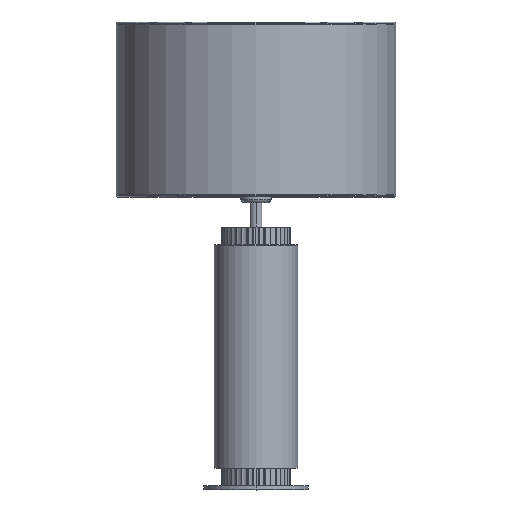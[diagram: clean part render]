
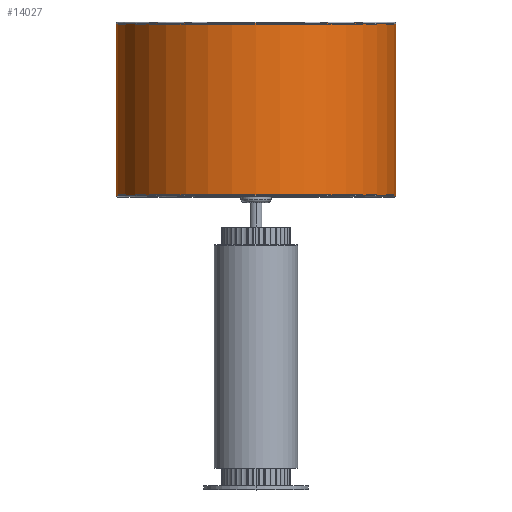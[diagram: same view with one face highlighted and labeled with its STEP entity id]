
A CAD part, top view. The second image highlights one B-rep face of the part: STEP entity #14027.
In plain terms, the highlighted cylindrical face has radius 200 mm (diameter 400 mm), a partial arc.
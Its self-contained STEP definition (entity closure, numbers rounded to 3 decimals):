
#145 = EDGE_CURVE ( 'NONE', #13711, #16516, #14906, .T. ) ;
#501 = CARTESIAN_POINT ( 'NONE',  ( 0., 0., 200. ) ) ;
#1102 = LINE ( 'NONE', #12069, #9505 ) ;
#1293 = CARTESIAN_POINT ( 'NONE',  ( 0., 0., 0. ) ) ;
#1754 = ORIENTED_EDGE ( 'NONE', *, *, #145, .F. ) ;
#1985 = CARTESIAN_POINT ( 'NONE',  ( 0., 0., 200. ) ) ;
#2213 = CARTESIAN_POINT ( 'NONE',  ( 0., 0., 0. ) ) ;
#2314 = CYLINDRICAL_SURFACE ( 'NONE', #4571, 200. ) ;
#4571 = AXIS2_PLACEMENT_3D ( 'NONE', #2213, #10044, #14746 ) ;
#5379 = EDGE_CURVE ( 'NONE', #19303, #13711, #9707, .T. ) ;
#5859 = AXIS2_PLACEMENT_3D ( 'NONE', #13668, #11589, #19703 ) ;
#6775 = DIRECTION ( 'NONE',  ( 0., -1., 0. ) ) ;
#7471 = DIRECTION ( 'NONE',  ( 0., -1., 0. ) ) ;
#8896 = AXIS2_PLACEMENT_3D ( 'NONE', #1293, #17129, #20366 ) ;
#9372 = EDGE_LOOP ( 'NONE', ( #16739, #16197, #13974, #1754 ) ) ;
#9505 = VECTOR ( 'NONE', #7471, 1000. ) ;
#9707 = LINE ( 'NONE', #1985, #13545 ) ;
#9949 = FACE_OUTER_BOUND ( 'NONE', #9372, .T. ) ;
#10044 = DIRECTION ( 'NONE',  ( 0., -1., 0. ) ) ;
#10746 = EDGE_CURVE ( 'NONE', #14120, #16516, #1102, .T. ) ;
#11589 = DIRECTION ( 'NONE',  ( 0., -1., 0. ) ) ;
#11821 = CARTESIAN_POINT ( 'NONE',  ( 0., 246., -200. ) ) ;
#12069 = CARTESIAN_POINT ( 'NONE',  ( 0., 0., -200. ) ) ;
#12240 = CARTESIAN_POINT ( 'NONE',  ( 0., 0., -200. ) ) ;
#12828 = EDGE_CURVE ( 'NONE', #19303, #14120, #15855, .T. ) ;
#13545 = VECTOR ( 'NONE', #6775, 1000. ) ;
#13668 = CARTESIAN_POINT ( 'NONE',  ( 0., 246., 0. ) ) ;
#13711 = VERTEX_POINT ( 'NONE', #501 ) ;
#13974 = ORIENTED_EDGE ( 'NONE', *, *, #10746, .T. ) ;
#14027 = ADVANCED_FACE ( 'NONE', ( #9949 ), #2314, .T. ) ;
#14120 = VERTEX_POINT ( 'NONE', #11821 ) ;
#14746 = DIRECTION ( 'NONE',  ( 0., 0., -1. ) ) ;
#14906 = CIRCLE ( 'NONE', #8896, 200. ) ;
#15349 = CARTESIAN_POINT ( 'NONE',  ( 0., 246., 200. ) ) ;
#15855 = CIRCLE ( 'NONE', #5859, 200. ) ;
#16197 = ORIENTED_EDGE ( 'NONE', *, *, #12828, .T. ) ;
#16516 = VERTEX_POINT ( 'NONE', #12240 ) ;
#16739 = ORIENTED_EDGE ( 'NONE', *, *, #5379, .F. ) ;
#17129 = DIRECTION ( 'NONE',  ( 0., -1., 0. ) ) ;
#19303 = VERTEX_POINT ( 'NONE', #15349 ) ;
#19703 = DIRECTION ( 'NONE',  ( 0., 0., -1. ) ) ;
#20366 = DIRECTION ( 'NONE',  ( 0., 0., -1. ) ) ;
